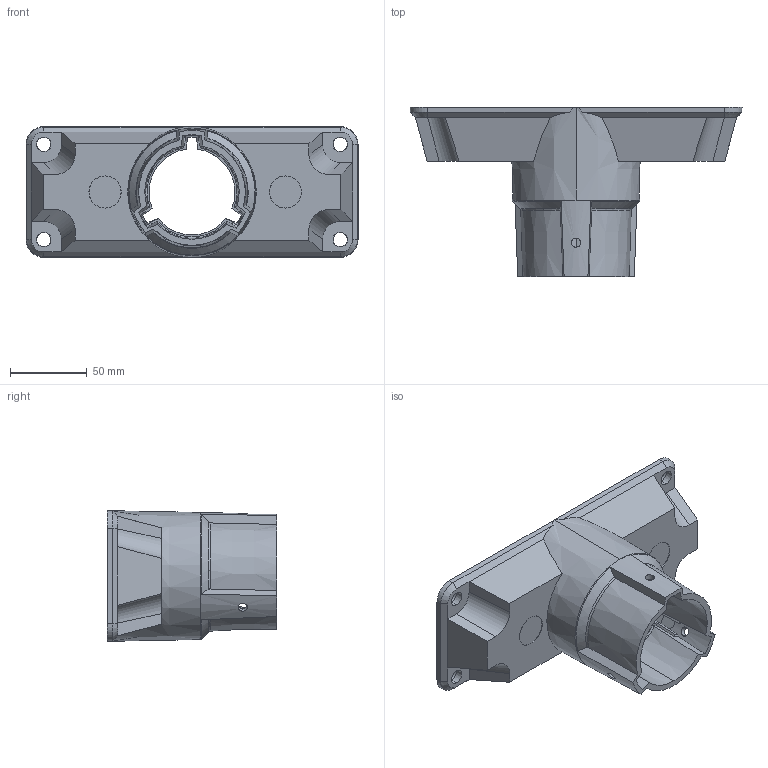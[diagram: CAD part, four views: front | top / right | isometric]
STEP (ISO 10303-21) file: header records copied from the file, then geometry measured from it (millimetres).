
FILE_DESCRIPTION (( 'STEP AP214' ), '1' );
FILE_NAME ('FIBOX EPA-2160.STEP', '2015-10-23T06:37:47', ( '' ), ( '' ), 'SwSTEP 2.0', 'SolidWorks 2014', '' );
FILE_SCHEMA (( 'AUTOMOTIVE_DESIGN' ));
Length unit declared in the file: millimetre
Products named in the file (1): FIBOX EPA-2160
Bounding box: 216 x 110 x 85 mm (x, y, z)
Volume: 214629.7 mm3; surface area: 95801.3 mm2
Topology: 1 solids, 1 shells, 255 faces, 679 edges, 436 vertices
Faces by surface type: plane 124, cone 80, torus 20, cylinder 17, bspline 14
Entity records: 11389 total; most frequent: CARTESIAN_POINT 2390, ORIENTED_EDGE 1358, DIRECTION 1218, EDGE_CURVE 679, AXIS2_PLACEMENT_3D 442, VERTEX_POINT 436, VECTOR 334, LINE 334
